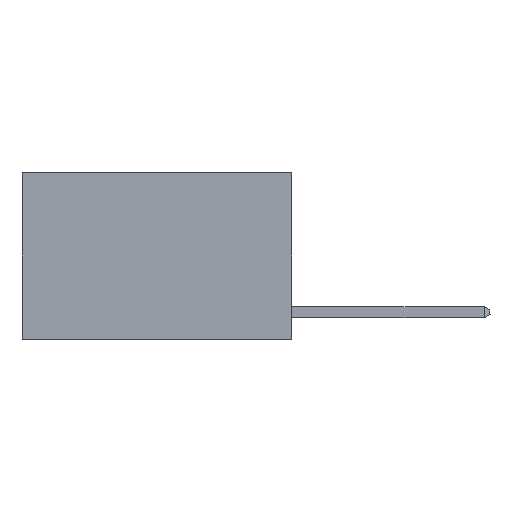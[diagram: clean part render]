
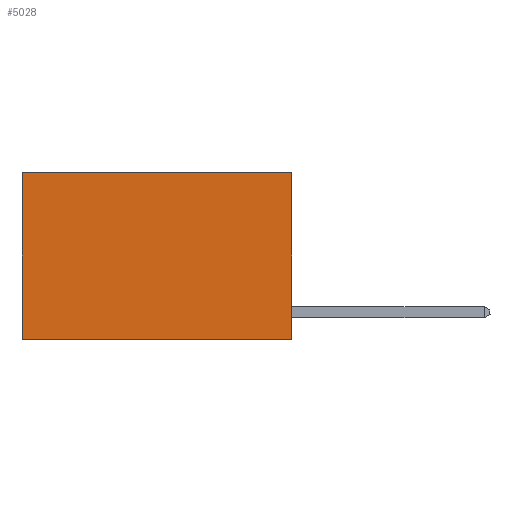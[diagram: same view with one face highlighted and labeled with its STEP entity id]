
A CAD part, left-side view. The second image highlights one B-rep face of the part: STEP entity #5028.
In plain terms, the highlighted planar face has unit normal (-1, 0, 0).
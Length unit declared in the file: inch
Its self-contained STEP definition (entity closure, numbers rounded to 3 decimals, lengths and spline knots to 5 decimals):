
#1865 = CARTESIAN_POINT ( 'NONE',  ( 0.2625, 0., 0. ) ) ;
#2395 = DIRECTION ( 'NONE',  ( 0., 1., 0. ) ) ;
#2583 = VERTEX_POINT ( 'NONE', #25310 ) ;
#2759 = LINE ( 'NONE', #17182, #26043 ) ;
#4942 = CARTESIAN_POINT ( 'NONE',  ( 0.2625, 0.6, -0.37 ) ) ;
#5028 = ADVANCED_FACE ( 'NONE', ( #7273 ), #7230, .F. ) ;
#5076 = DIRECTION ( 'NONE',  ( 1., 0., 0. ) ) ;
#5956 = DIRECTION ( 'NONE',  ( 0., 1., 0. ) ) ;
#6272 = CARTESIAN_POINT ( 'NONE',  ( 0.2625, 0., -0.37 ) ) ;
#6897 = LINE ( 'NONE', #1865, #23440 ) ;
#6966 = VECTOR ( 'NONE', #14475, 39.37008 ) ;
#7230 = PLANE ( 'NONE',  #24814 ) ;
#7273 = FACE_OUTER_BOUND ( 'NONE', #13423, .T. ) ;
#9029 = ORIENTED_EDGE ( 'NONE', *, *, #13677, .F. ) ;
#9218 = EDGE_CURVE ( 'NONE', #28010, #2583, #2759, .T. ) ;
#9933 = CARTESIAN_POINT ( 'NONE',  ( 0.2625, 0.6, 0. ) ) ;
#10237 = ORIENTED_EDGE ( 'NONE', *, *, #19181, .T. ) ;
#10766 = VECTOR ( 'NONE', #2395, 39.37008 ) ;
#12269 = VERTEX_POINT ( 'NONE', #6272 ) ;
#13423 = EDGE_LOOP ( 'NONE', ( #10237, #9029, #20525, #24928 ) ) ;
#13599 = CARTESIAN_POINT ( 'NONE',  ( 0.2625, 0., -0.37 ) ) ;
#13677 = EDGE_CURVE ( 'NONE', #12269, #13749, #16750, .T. ) ;
#13749 = VERTEX_POINT ( 'NONE', #4942 ) ;
#14475 = DIRECTION ( 'NONE',  ( 0., 0., -1. ) ) ;
#16750 = LINE ( 'NONE', #13599, #10766 ) ;
#17182 = CARTESIAN_POINT ( 'NONE',  ( 0.2625, 0., 0. ) ) ;
#18513 = CARTESIAN_POINT ( 'NONE',  ( 0.2625, 0., 0. ) ) ;
#19181 = EDGE_CURVE ( 'NONE', #2583, #13749, #24972, .T. ) ;
#20525 = ORIENTED_EDGE ( 'NONE', *, *, #26702, .F. ) ;
#20762 = DIRECTION ( 'NONE',  ( 0., 0., -1. ) ) ;
#23440 = VECTOR ( 'NONE', #28908, 39.37008 ) ;
#24814 = AXIS2_PLACEMENT_3D ( 'NONE', #18513, #5076, #20762 ) ;
#24928 = ORIENTED_EDGE ( 'NONE', *, *, #9218, .T. ) ;
#24972 = LINE ( 'NONE', #9933, #6966 ) ;
#25310 = CARTESIAN_POINT ( 'NONE',  ( 0.2625, 0.6, 0. ) ) ;
#26043 = VECTOR ( 'NONE', #5956, 39.37008 ) ;
#26702 = EDGE_CURVE ( 'NONE', #28010, #12269, #6897, .T. ) ;
#27046 = CARTESIAN_POINT ( 'NONE',  ( 0.2625, 0., 0. ) ) ;
#28010 = VERTEX_POINT ( 'NONE', #27046 ) ;
#28908 = DIRECTION ( 'NONE',  ( 0., 0., -1. ) ) ;
